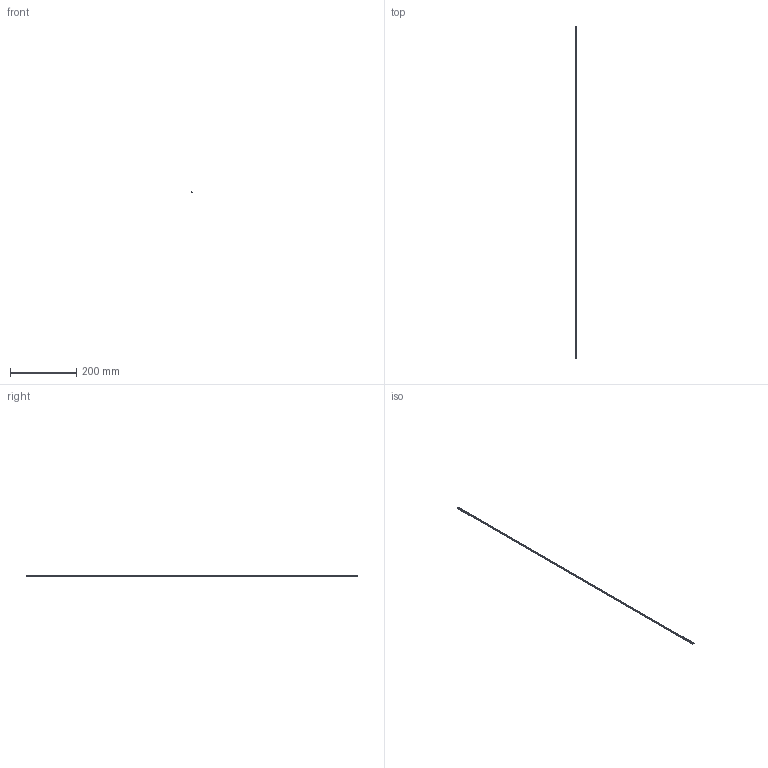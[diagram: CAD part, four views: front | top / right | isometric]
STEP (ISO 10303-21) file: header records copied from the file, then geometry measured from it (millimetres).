
FILE_DESCRIPTION(/* description */ ('Unknown'),/* implementation_level */ '2;1');
FILE_NAME(/* name */ '3820560399',/* time_stamp */ '2024-09-04T15:52:09+08:00',/* author */ ('Unknown'),/* organization */ ('Unknown'),/* preprocessor_version */ 'ST-DEVELOPER v19.4',/* originating_system */ 'Solid Edge',/* authorisation */ 'Unknown');
FILE_SCHEMA (('AUTOMOTIVE_DESIGN {1 0 10303 214 3 1 1}'));
Length unit declared in the file: millimetre
Products named in the file (5): 3820560399; NiCu-woven; Foam; Glue; Released Tape
Assembly tree (4 placements, depth 2):
  3820560399
    NiCu-woven
    Foam
    Glue
    Released Tape
Bounding box: 5.6 x 1000 x 3 mm (x, y, z)
Volume: 7529.9 mm3; surface area: 62414.8 mm2
Topology: 4 solids, 4 shells, 34 faces, 78 edges, 52 vertices
Faces by surface type: plane 34
Entity records: 1145 total; most frequent: CARTESIAN_POINT 169, ORIENTED_EDGE 156, DIRECTION 156, EDGE_CURVE 78, LINE 78, VECTOR 78, VERTEX_POINT 52, AXIS2_PLACEMENT_3D 39
